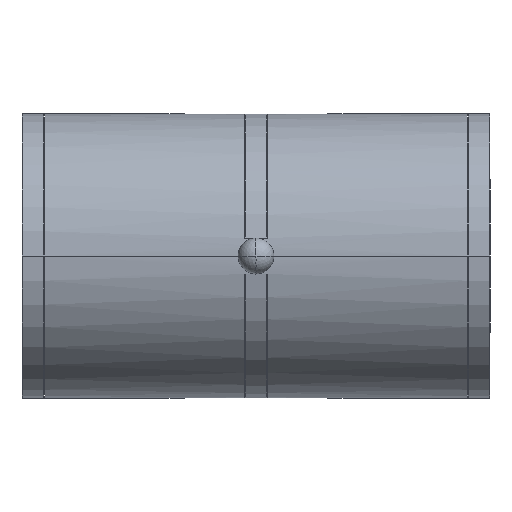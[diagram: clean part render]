
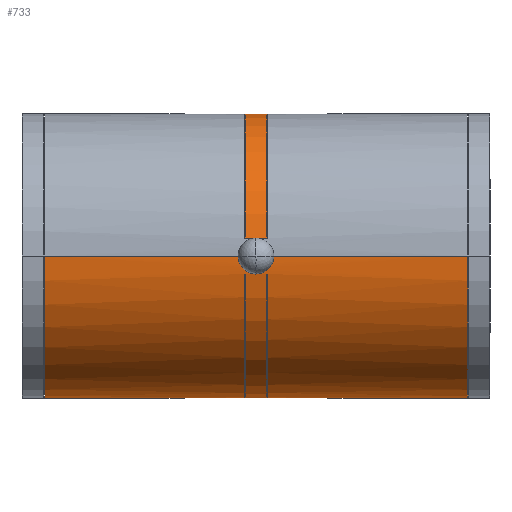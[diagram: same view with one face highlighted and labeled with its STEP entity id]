
A CAD part, left-side view. The second image highlights one B-rep face of the part: STEP entity #733.
In plain terms, the highlighted cylindrical face has radius 3.95 mm (diameter 7.9 mm), a partial arc.
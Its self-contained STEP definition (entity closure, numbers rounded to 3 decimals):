
#41=DIRECTION('',(0.,-1.,0.));
#42=VECTOR('',#41,0.025);
#43=CARTESIAN_POINT('',(-3.918,-0.3,-0.5));
#44=LINE('',#43,#42);
#49=DIRECTION('',(0.,1.,0.));
#50=VECTOR('',#49,0.025);
#51=CARTESIAN_POINT('',(-3.918,0.3,-0.5));
#52=LINE('',#51,#50);
#57=CARTESIAN_POINT('',(0.,-0.3,0.));
#58=DIRECTION('',(0.,-1.,0.));
#59=DIRECTION('',(-0.992,0.,-0.127));
#60=AXIS2_PLACEMENT_3D('',#57,#58,#59);
#62=DIRECTION('',(0.,-1.,0.));
#63=VECTOR('',#62,0.3);
#64=CARTESIAN_POINT('',(-3.918,0.,0.5));
#65=LINE('',#64,#63);
#66=DIRECTION('',(0.,1.,0.));
#67=VECTOR('',#66,0.3);
#68=CARTESIAN_POINT('',(-3.918,0.,0.5));
#69=LINE('',#68,#67);
#70=CARTESIAN_POINT('',(0.,0.3,0.));
#71=DIRECTION('',(0.,1.,0.));
#72=DIRECTION('',(-0.992,0.,0.127));
#73=AXIS2_PLACEMENT_3D('',#70,#71,#72);
#75=CARTESIAN_POINT('',(0.,5.875,0.));
#76=DIRECTION('',(0.,-1.,0.));
#77=DIRECTION('',(-1.,0.,0.));
#78=AXIS2_PLACEMENT_3D('',#75,#76,#77);
#80=CARTESIAN_POINT('',(0.,-0.325,0.));
#81=DIRECTION('',(0.,-1.,0.));
#82=DIRECTION('',(-0.992,0.,-0.127));
#83=AXIS2_PLACEMENT_3D('',#80,#81,#82);
#114=CARTESIAN_POINT('',(0.,0.325,0.));
#115=DIRECTION('',(0.,-1.,0.));
#116=DIRECTION('',(-0.992,0.,-0.127));
#117=AXIS2_PLACEMENT_3D('',#114,#115,#116);
#159=DIRECTION('',(0.,-1.,0.));
#160=VECTOR('',#159,5.375);
#161=CARTESIAN_POINT('',(-3.95,5.875,0.));
#162=LINE('',#161,#160);
#168=DIRECTION('',(0.,-1.,0.));
#169=VECTOR('',#168,5.55);
#170=CARTESIAN_POINT('',(3.95,5.875,0.));
#171=LINE('',#170,#169);
#172=DIRECTION('',(0.,-1.,0.));
#173=VECTOR('',#172,5.375);
#174=CARTESIAN_POINT('',(-3.95,-0.5,0.));
#175=LINE('',#174,#173);
#181=DIRECTION('',(0.,-1.,0.));
#182=VECTOR('',#181,5.55);
#183=CARTESIAN_POINT('',(3.95,-0.325,0.));
#184=LINE('',#183,#182);
#205=CARTESIAN_POINT('',(-3.918,0.,-0.5));
#206=CARTESIAN_POINT('',(-3.918,0.026,-0.5));
#207=CARTESIAN_POINT('',(-3.919,0.078,
-0.496));
#208=CARTESIAN_POINT('',(-3.921,0.155,
-0.478));
#209=CARTESIAN_POINT('',(-3.925,0.228,
-0.447));
#210=CARTESIAN_POINT('',(-3.929,0.294,
-0.407));
#211=CARTESIAN_POINT('',(-3.934,0.355,
-0.355));
#212=CARTESIAN_POINT('',(-3.939,0.407,
-0.294));
#213=CARTESIAN_POINT('',(-3.944,0.447,
-0.228));
#214=CARTESIAN_POINT('',(-3.947,0.478,
-0.155));
#215=CARTESIAN_POINT('',(-3.949,0.496,
-0.078));
#216=CARTESIAN_POINT('',(-3.95,0.5,-0.026));
#217=CARTESIAN_POINT('',(-3.95,0.5,0.));
#276=CARTESIAN_POINT('',(-3.95,-0.5,0.));
#277=CARTESIAN_POINT('',(-3.95,-0.5,-0.026));
#278=CARTESIAN_POINT('',(-3.949,-0.496,
-0.078));
#279=CARTESIAN_POINT('',(-3.947,-0.478,
-0.155));
#280=CARTESIAN_POINT('',(-3.944,-0.447,
-0.228));
#281=CARTESIAN_POINT('',(-3.939,-0.407,
-0.294));
#282=CARTESIAN_POINT('',(-3.934,-0.355,
-0.355));
#283=CARTESIAN_POINT('',(-3.929,-0.294,
-0.407));
#284=CARTESIAN_POINT('',(-3.925,-0.228,
-0.447));
#285=CARTESIAN_POINT('',(-3.921,-0.155,
-0.478));
#286=CARTESIAN_POINT('',(-3.919,-0.078,
-0.496));
#287=CARTESIAN_POINT('',(-3.918,-0.026,-0.5));
#288=CARTESIAN_POINT('',(-3.918,0.,-0.5));
#397=CARTESIAN_POINT('',(0.,-5.875,0.));
#398=DIRECTION('',(0.,-1.,0.));
#399=DIRECTION('',(-1.,0.,0.));
#400=AXIS2_PLACEMENT_3D('',#397,#398,#399);
#507=CARTESIAN_POINT('',(3.95,-0.325,0.));
#508=CARTESIAN_POINT('',(3.95,-5.875,0.));
#509=VERTEX_POINT('',#507);
#510=VERTEX_POINT('',#508);
#527=CARTESIAN_POINT('',(3.95,5.875,0.));
#528=CARTESIAN_POINT('',(3.95,0.325,0.));
#529=VERTEX_POINT('',#527);
#530=VERTEX_POINT('',#528);
#539=CARTESIAN_POINT('',(-3.95,5.875,0.));
#540=VERTEX_POINT('',#539);
#541=CARTESIAN_POINT('',(-3.95,-5.875,0.));
#542=VERTEX_POINT('',#541);
#592=CARTESIAN_POINT('',(-3.95,-0.5,0.));
#593=VERTEX_POINT('',#592);
#594=CARTESIAN_POINT('',(-3.918,0.,-0.5));
#595=VERTEX_POINT('',#594);
#596=CARTESIAN_POINT('',(-3.918,0.3,0.5));
#598=VERTEX_POINT('',#596);
#600=CARTESIAN_POINT('',(-3.918,0.,0.5));
#601=VERTEX_POINT('',#600);
#602=CARTESIAN_POINT('',(-3.918,-0.3,-0.5));
#603=CARTESIAN_POINT('',(-3.918,-0.325,-0.5));
#604=VERTEX_POINT('',#602);
#605=VERTEX_POINT('',#603);
#606=CARTESIAN_POINT('',(-3.918,-0.3,0.5));
#607=VERTEX_POINT('',#606);
#610=CARTESIAN_POINT('',(-3.918,0.3,-0.5));
#611=CARTESIAN_POINT('',(-3.918,0.325,-0.5));
#612=VERTEX_POINT('',#610);
#613=VERTEX_POINT('',#611);
#614=CARTESIAN_POINT('',(-3.95,0.5,0.));
#615=VERTEX_POINT('',#614);
#697=CARTESIAN_POINT('',(0.,0.,0.));
#698=DIRECTION('',(0.,-1.,0.));
#699=DIRECTION('',(-1.,0.,0.));
#700=AXIS2_PLACEMENT_3D('',#697,#698,#699);
#701=CYLINDRICAL_SURFACE('',#700,3.95);
#702=ORIENTED_EDGE('',*,*,#671,.F.);
#704=ORIENTED_EDGE('',*,*,#703,.T.);
#706=ORIENTED_EDGE('',*,*,#705,.F.);
#708=ORIENTED_EDGE('',*,*,#707,.T.);
#709=ORIENTED_EDGE('',*,*,#653,.T.);
#710=ORIENTED_EDGE('',*,*,#687,.T.);
#712=ORIENTED_EDGE('',*,*,#711,.T.);
#714=ORIENTED_EDGE('',*,*,#713,.F.);
#716=ORIENTED_EDGE('',*,*,#715,.F.);
#718=ORIENTED_EDGE('',*,*,#717,.T.);
#720=ORIENTED_EDGE('',*,*,#719,.F.);
#722=ORIENTED_EDGE('',*,*,#721,.F.);
#724=ORIENTED_EDGE('',*,*,#723,.T.);
#726=ORIENTED_EDGE('',*,*,#725,.T.);
#728=ORIENTED_EDGE('',*,*,#727,.F.);
#730=ORIENTED_EDGE('',*,*,#729,.F.);
#731=EDGE_LOOP('',(#702,#704,#706,#708,#709,#710,#712,#714,#716,#718,#720,#722,
#724,#726,#728,#730));
#732=FACE_OUTER_BOUND('',#731,.F.);
#61=CIRCLE('',#60,3.95);
#74=CIRCLE('',#73,3.95);
#79=CIRCLE('',#78,3.95);
#84=CIRCLE('',#83,3.95);
#118=CIRCLE('',#117,3.95);
#218=B_SPLINE_CURVE_WITH_KNOTS('',3,(#205,#206,#207,#208,#209,#210,#211,#212,
#213,#214,#215,#216,#217),.UNSPECIFIED.,.F.,.F.,(4,1,1,1,1,1,1,1,1,1,4),(0.,
0.1,0.2,0.3,0.4,0.5,0.6,0.7,0.8,0.9,1.),.UNSPECIFIED.);
#289=B_SPLINE_CURVE_WITH_KNOTS('',3,(#276,#277,#278,#279,#280,#281,#282,#283,
#284,#285,#286,#287,#288),.UNSPECIFIED.,.F.,.F.,(4,1,1,1,1,1,1,1,1,1,4),(0.,
0.1,0.2,0.3,0.4,0.5,0.6,0.7,0.8,0.9,1.),.UNSPECIFIED.);
#401=CIRCLE('',#400,3.95);
#653=EDGE_CURVE('',#598,#612,#74,.T.);
#671=EDGE_CURVE('',#604,#605,#44,.T.);
#687=EDGE_CURVE('',#612,#613,#52,.T.);
#703=EDGE_CURVE('',#604,#607,#61,.T.);
#705=EDGE_CURVE('',#601,#607,#65,.T.);
#707=EDGE_CURVE('',#601,#598,#69,.T.);
#711=EDGE_CURVE('',#613,#530,#118,.T.);
#713=EDGE_CURVE('',#529,#530,#171,.T.);
#715=EDGE_CURVE('',#540,#529,#79,.T.);
#717=EDGE_CURVE('',#540,#615,#162,.T.);
#719=EDGE_CURVE('',#595,#615,#218,.T.);
#721=EDGE_CURVE('',#593,#595,#289,.T.);
#723=EDGE_CURVE('',#593,#542,#175,.T.);
#725=EDGE_CURVE('',#542,#510,#401,.T.);
#727=EDGE_CURVE('',#509,#510,#184,.T.);
#729=EDGE_CURVE('',#605,#509,#84,.T.);
#733=ADVANCED_FACE('',(#732),#701,.T.);
